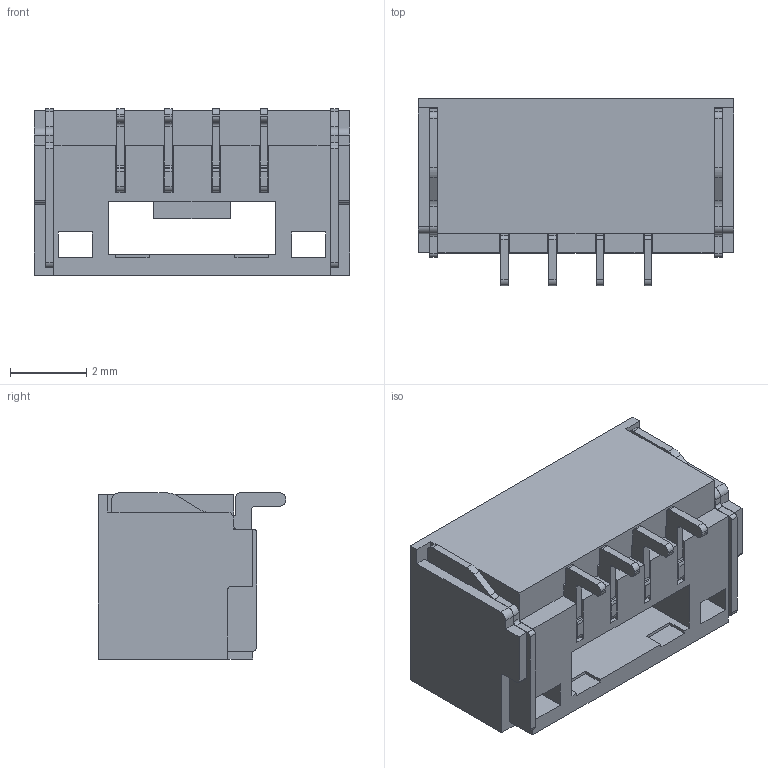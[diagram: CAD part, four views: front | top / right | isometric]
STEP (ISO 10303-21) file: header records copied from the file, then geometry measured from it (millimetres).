
FILE_DESCRIPTION (( 'STEP AP214' ), '1' );
FILE_NAME ('FWF12514-S04B24W5M-REF.STEP', '2025-08-04T02:32:40', ( '' ), ( '' ), 'SwSTEP 2.0', 'SolidWorks 2021', '' );
FILE_SCHEMA (( 'AUTOMOTIVE_DESIGN' ));
Length unit declared in the file: millimetre
Products named in the file (1): FWF12514-S04B24W5M-REF
Bounding box: 8.25 x 4.9 x 4.35 mm (x, y, z)
Volume: 75 mm3; surface area: 478.5 mm2
Topology: 1 solids, 1 shells, 317 faces, 895 edges, 590 vertices
Faces by surface type: plane 259, cylinder 58
Entity records: 10192 total; most frequent: CARTESIAN_POINT 1818, ORIENTED_EDGE 1790, DIRECTION 1642, EDGE_CURVE 895, VECTOR 774, LINE 774, VERTEX_POINT 590, AXIS2_PLACEMENT_3D 434
